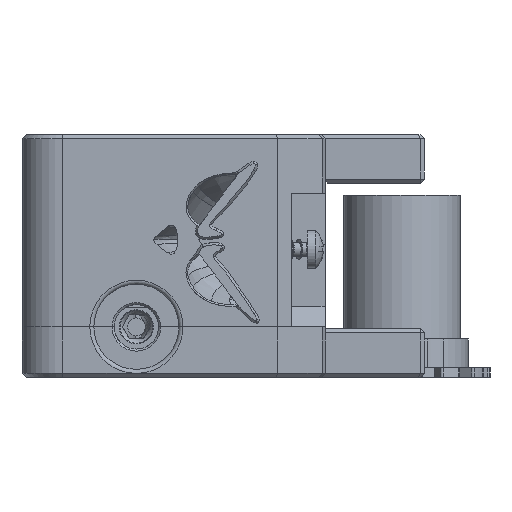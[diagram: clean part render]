
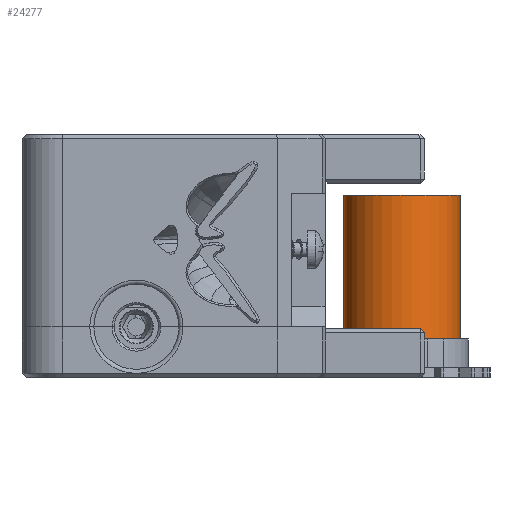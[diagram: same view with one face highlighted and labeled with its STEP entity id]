
A CAD part, front view. The second image highlights one B-rep face of the part: STEP entity #24277.
In plain terms, the highlighted cylindrical face has radius 5.75 mm (diameter 11.5 mm), a full revolution.
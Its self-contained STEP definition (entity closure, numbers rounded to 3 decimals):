
#2833=LINE('',#46413,#4659);
#4659=VECTOR('',#32865,5.75);
#5198=CYLINDRICAL_SURFACE('',#26568,5.75);
#6617=FACE_OUTER_BOUND('',#8060,.T.);
#8060=EDGE_LOOP('',(#21663,#21664,#21665,#21666));
#9237=CIRCLE('',#26569,5.75);
#9238=CIRCLE('',#26570,5.75);
#11473=VERTEX_POINT('',#46410);
#11474=VERTEX_POINT('',#46412);
#14917=EDGE_CURVE('',#11473,#11473,#9237,.T.);
#14918=EDGE_CURVE('',#11473,#11474,#2833,.T.);
#14919=EDGE_CURVE('',#11474,#11474,#9238,.T.);
#21663=ORIENTED_EDGE('',*,*,#14917,.F.);
#21664=ORIENTED_EDGE('',*,*,#14918,.T.);
#21665=ORIENTED_EDGE('',*,*,#14919,.T.);
#21666=ORIENTED_EDGE('',*,*,#14918,.F.);
#24277=ADVANCED_FACE('',(#6617),#5198,.T.);
#26568=AXIS2_PLACEMENT_3D('',#46409,#32861,#32862);
#26569=AXIS2_PLACEMENT_3D('',#46411,#32863,#32864);
#26570=AXIS2_PLACEMENT_3D('',#46414,#32866,#32867);
#32861=DIRECTION('center_axis',(0.,0.,
1.));
#32862=DIRECTION('ref_axis',(1.,0.,0.));
#32863=DIRECTION('center_axis',(0.,0.,
1.));
#32864=DIRECTION('ref_axis',(1.,0.,0.));
#32865=DIRECTION('',(0.,0.,-1.));
#32866=DIRECTION('center_axis',(0.,0.,
1.));
#32867=DIRECTION('ref_axis',(1.,0.,0.));
#46409=CARTESIAN_POINT('Origin',(1.952,-101.408,-17.2));
#46410=CARTESIAN_POINT('',(-3.798,-101.408,0.8));
#46411=CARTESIAN_POINT('Origin',(1.952,-101.408,0.8));
#46412=CARTESIAN_POINT('',(-3.798,-101.408,-17.2));
#46413=CARTESIAN_POINT('',(-3.798,-101.408,-17.2));
#46414=CARTESIAN_POINT('Origin',(1.952,-101.408,-17.2));
